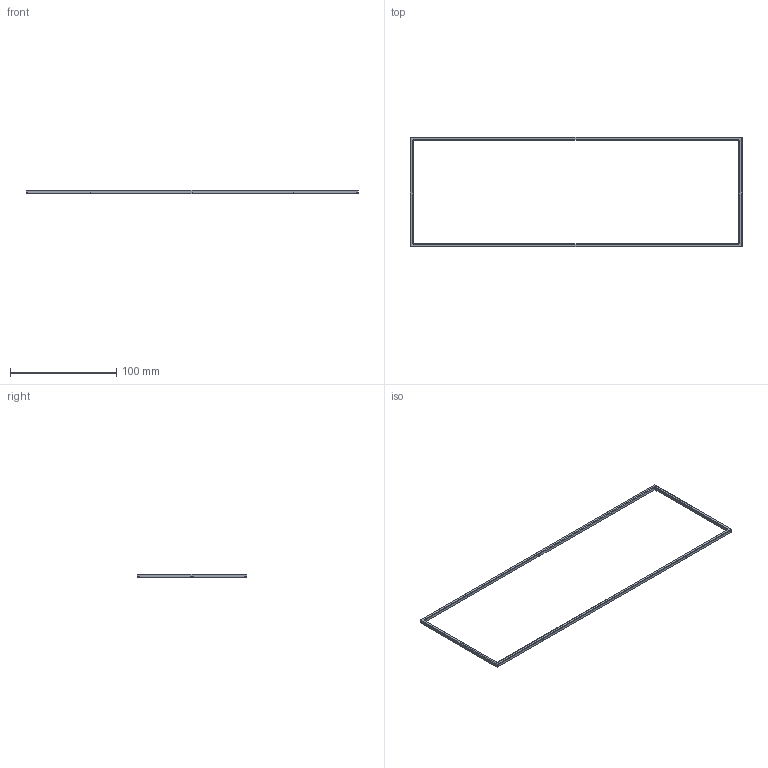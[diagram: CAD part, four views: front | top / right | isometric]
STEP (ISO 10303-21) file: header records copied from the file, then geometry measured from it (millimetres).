
FILE_DESCRIPTION (( 'STEP AP203' ), '1' );
FILE_NAME ('奻裔2.STEP', '2023-06-11T09:50:59', ( '' ), ( '' ), 'SwSTEP 2.0', 'SolidWorks 2023', '' );
FILE_SCHEMA (( 'CONFIG_CONTROL_DESIGN' ));
Length unit declared in the file: millimetre
Products named in the file (1): 上盖2
Bounding box: 312.65 x 103.25 x 3 mm (x, y, z)
Volume: 7235.6 mm3; surface area: 9580.5 mm2
Topology: 1 solids, 1 shells, 70 faces, 152 edges, 92 vertices
Faces by surface type: cylinder 40, plane 22, torus 4, sphere 4
Entity records: 1975 total; most frequent: DIRECTION 374, CARTESIAN_POINT 311, ORIENTED_EDGE 296, AXIS2_PLACEMENT_3D 155, EDGE_CURVE 148, VERTEX_POINT 92, CIRCLE 84, EDGE_LOOP 84
